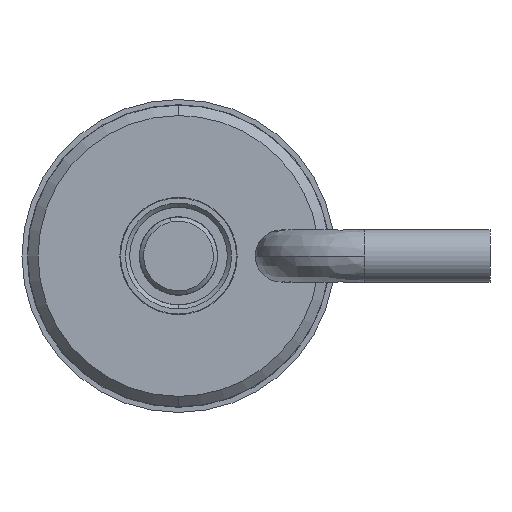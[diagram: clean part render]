
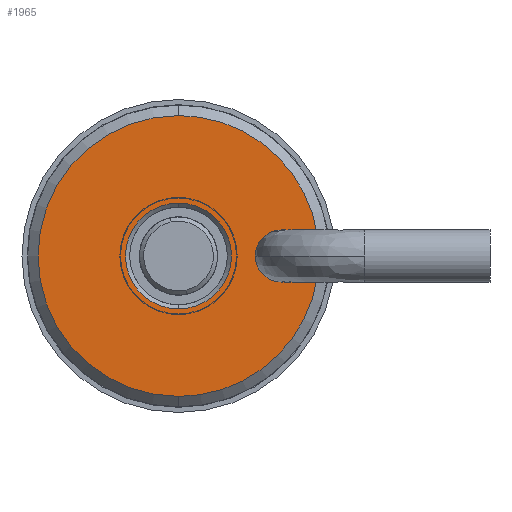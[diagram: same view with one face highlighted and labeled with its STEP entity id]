
A CAD part, left-side view. The second image highlights one B-rep face of the part: STEP entity #1965.
In plain terms, the highlighted planar face has unit normal (-1, 0, 0).
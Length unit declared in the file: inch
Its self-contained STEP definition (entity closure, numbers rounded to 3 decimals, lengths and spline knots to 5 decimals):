
#11 = DIRECTION ( 'NONE',  ( 1., 0., 0. ) ) ;
#57 = CARTESIAN_POINT ( 'NONE',  ( 0., 0., -0.127 ) ) ;
#106 = CARTESIAN_POINT ( 'NONE',  ( 0., 0., 0. ) ) ;
#161 = ORIENTED_EDGE ( 'NONE', *, *, #3500, .T. ) ;
#166 = EDGE_CURVE ( 'NONE', #240, #327, #2797, .T. ) ;
#240 = VERTEX_POINT ( 'NONE', #2483 ) ;
#299 = CARTESIAN_POINT ( 'NONE',  ( 0., 0., 0. ) ) ;
#327 = VERTEX_POINT ( 'NONE', #494 ) ;
#381 = VECTOR ( 'NONE', #570, 39.37008 ) ;
#395 = DIRECTION ( 'NONE',  ( 0., 0., -1. ) ) ;
#418 = EDGE_CURVE ( 'NONE', #2663, #3554, #783, .T. ) ;
#424 = CARTESIAN_POINT ( 'NONE',  ( 0., 0.2365, 0.0525 ) ) ;
#438 = CARTESIAN_POINT ( 'NONE',  ( 0., 0.33238, -0.0525 ) ) ;
#494 = CARTESIAN_POINT ( 'NONE',  ( 0., 0., 0.3365 ) ) ;
#536 = CARTESIAN_POINT ( 'NONE',  ( 0., 0.2365, -0.0525 ) ) ;
#554 = CARTESIAN_POINT ( 'NONE',  ( 0., 0.2365, 0.0525 ) ) ;
#570 = DIRECTION ( 'NONE',  ( 0., -1., 0. ) ) ;
#638 = VERTEX_POINT ( 'NONE', #2929 ) ;
#681 = CIRCLE ( 'NONE', #1825, 0.0525 ) ;
#714 = DIRECTION ( 'NONE',  ( 1., 0., 0. ) ) ;
#719 = ORIENTED_EDGE ( 'NONE', *, *, #964, .F. ) ;
#759 = EDGE_LOOP ( 'NONE', ( #1114, #3630, #161, #2314, #719, #2226 ) ) ;
#783 = CIRCLE ( 'NONE', #1158, 0.127 ) ;
#803 = AXIS2_PLACEMENT_3D ( 'NONE', #1300, #1069, #1616 ) ;
#832 = DIRECTION ( 'NONE',  ( 0., 0., 1. ) ) ;
#892 = CARTESIAN_POINT ( 'NONE',  ( 0., 0., 0. ) ) ;
#929 = DIRECTION ( 'NONE',  ( 1., 0., 0. ) ) ;
#964 = EDGE_CURVE ( 'NONE', #638, #1011, #1556, .T. ) ;
#968 = ORIENTED_EDGE ( 'NONE', *, *, #418, .F. ) ;
#1011 = VERTEX_POINT ( 'NONE', #438 ) ;
#1069 = DIRECTION ( 'NONE',  ( 1., 0., 0. ) ) ;
#1114 = ORIENTED_EDGE ( 'NONE', *, *, #166, .F. ) ;
#1120 = CIRCLE ( 'NONE', #803, 0.3365 ) ;
#1156 = DIRECTION ( 'NONE',  ( 0., 0., 1. ) ) ;
#1158 = AXIS2_PLACEMENT_3D ( 'NONE', #892, #2026, #832 ) ;
#1300 = CARTESIAN_POINT ( 'NONE',  ( 0., 0., 0. ) ) ;
#1414 = DIRECTION ( 'NONE',  ( -1., 0., 0. ) ) ;
#1545 = ORIENTED_EDGE ( 'NONE', *, *, #2296, .F. ) ;
#1552 = AXIS2_PLACEMENT_3D ( 'NONE', #106, #929, #1823 ) ;
#1556 = CIRCLE ( 'NONE', #2154, 0.3365 ) ;
#1616 = DIRECTION ( 'NONE',  ( 0., 0., -1. ) ) ;
#1625 = FACE_BOUND ( 'NONE', #3589, .T. ) ;
#1668 = LINE ( 'NONE', #554, #381 ) ;
#1709 = VECTOR ( 'NONE', #3352, 39.37008 ) ;
#1762 = VERTEX_POINT ( 'NONE', #1902 ) ;
#1815 = AXIS2_PLACEMENT_3D ( 'NONE', #299, #1414, #1156 ) ;
#1823 = DIRECTION ( 'NONE',  ( 0., 0., -1. ) ) ;
#1825 = AXIS2_PLACEMENT_3D ( 'NONE', #1953, #11, #3351 ) ;
#1849 = DIRECTION ( 'NONE',  ( 0., 0., -1. ) ) ;
#1869 = FACE_OUTER_BOUND ( 'NONE', #759, .T. ) ;
#1902 = CARTESIAN_POINT ( 'NONE',  ( 0., 0.2365, -0.0525 ) ) ;
#1953 = CARTESIAN_POINT ( 'NONE',  ( 0., 0.2365, 0. ) ) ;
#1965 = ADVANCED_FACE ( 'NONE', ( #1869, #1625 ), #2999, .F. ) ;
#1980 = LINE ( 'NONE', #536, #1709 ) ;
#2026 = DIRECTION ( 'NONE',  ( -1., 0., 0. ) ) ;
#2100 = EDGE_CURVE ( 'NONE', #327, #638, #1120, .T. ) ;
#2154 = AXIS2_PLACEMENT_3D ( 'NONE', #2737, #714, #395 ) ;
#2226 = ORIENTED_EDGE ( 'NONE', *, *, #2100, .F. ) ;
#2296 = EDGE_CURVE ( 'NONE', #3554, #2663, #2978, .T. ) ;
#2314 = ORIENTED_EDGE ( 'NONE', *, *, #2716, .T. ) ;
#2433 = CARTESIAN_POINT ( 'NONE',  ( 0., 0., 0.127 ) ) ;
#2449 = DIRECTION ( 'NONE',  ( 1., 0., 0. ) ) ;
#2483 = CARTESIAN_POINT ( 'NONE',  ( 0., 0.33238, 0.0525 ) ) ;
#2662 = VERTEX_POINT ( 'NONE', #424 ) ;
#2663 = VERTEX_POINT ( 'NONE', #2433 ) ;
#2716 = EDGE_CURVE ( 'NONE', #1762, #1011, #1980, .T. ) ;
#2737 = CARTESIAN_POINT ( 'NONE',  ( 0., 0., 0. ) ) ;
#2797 = CIRCLE ( 'NONE', #1552, 0.3365 ) ;
#2929 = CARTESIAN_POINT ( 'NONE',  ( 0., 0., -0.3365 ) ) ;
#2978 = CIRCLE ( 'NONE', #1815, 0.127 ) ;
#2999 = PLANE ( 'NONE',  #3338 ) ;
#3338 = AXIS2_PLACEMENT_3D ( 'NONE', #3508, #2449, #1849 ) ;
#3351 = DIRECTION ( 'NONE',  ( 0., 0., -1. ) ) ;
#3352 = DIRECTION ( 'NONE',  ( 0., 1., 0. ) ) ;
#3412 = EDGE_CURVE ( 'NONE', #240, #2662, #1668, .T. ) ;
#3500 = EDGE_CURVE ( 'NONE', #2662, #1762, #681, .T. ) ;
#3508 = CARTESIAN_POINT ( 'NONE',  ( 0., 0., 0. ) ) ;
#3554 = VERTEX_POINT ( 'NONE', #57 ) ;
#3589 = EDGE_LOOP ( 'NONE', ( #968, #1545 ) ) ;
#3630 = ORIENTED_EDGE ( 'NONE', *, *, #3412, .T. ) ;
